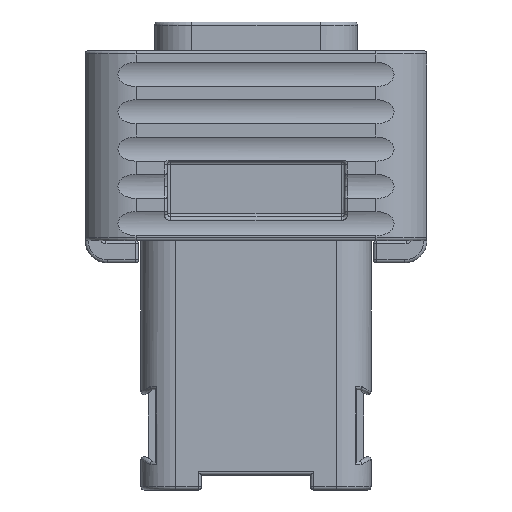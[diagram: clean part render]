
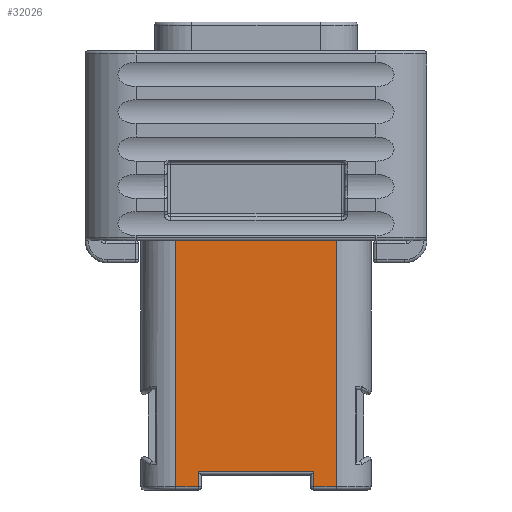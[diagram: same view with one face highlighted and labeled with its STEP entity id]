
A CAD part, front view. The second image highlights one B-rep face of the part: STEP entity #32026.
In plain terms, the highlighted planar face has unit normal (0, -1, 0).
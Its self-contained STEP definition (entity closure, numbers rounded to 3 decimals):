
#100=DIRECTION('',(1.,0.,0.));
#101=VECTOR('',#100,12.9);
#102=CARTESIAN_POINT('',(-6.45,-9.25,0.));
#103=LINE('',#102,#101);
#5933=DIRECTION('',(0.,0.,1.));
#5934=VECTOR('',#5933,1.2);
#5935=CARTESIAN_POINT('',(-4.647,-9.25,-19.81));
#5936=LINE('',#5935,#5934);
#5947=DIRECTION('',(-1.,0.,0.));
#5948=VECTOR('',#5947,9.294);
#5949=CARTESIAN_POINT('',(4.647,-9.25,-18.61));
#5950=LINE('',#5949,#5948);
#5951=DIRECTION('',(-1.,0.,0.));
#5952=VECTOR('',#5951,1.803);
#5953=CARTESIAN_POINT('',(-4.647,-9.25,-19.81));
#5954=LINE('',#5953,#5952);
#5955=DIRECTION('',(0.,0.,-1.));
#5956=VECTOR('',#5955,19.81);
#5957=CARTESIAN_POINT('',(-6.45,-9.25,0.));
#5958=LINE('',#5957,#5956);
#5959=DIRECTION('',(0.,0.,-1.));
#5960=VECTOR('',#5959,19.81);
#5961=CARTESIAN_POINT('',(6.45,-9.25,0.));
#5962=LINE('',#5961,#5960);
#5963=DIRECTION('',(-1.,0.,0.));
#5964=VECTOR('',#5963,1.803);
#5965=CARTESIAN_POINT('',(6.45,-9.25,-19.81));
#5966=LINE('',#5965,#5964);
#6000=DIRECTION('',(0.,0.,-1.));
#6001=VECTOR('',#6000,1.2);
#6002=CARTESIAN_POINT('',(4.647,-9.25,-18.61));
#6003=LINE('',#6002,#6001);
#19681=CARTESIAN_POINT('',(-6.45,-9.25,0.));
#19682=CARTESIAN_POINT('',(6.45,-9.25,0.));
#19683=VERTEX_POINT('',#19681);
#19684=VERTEX_POINT('',#19682);
#21364=CARTESIAN_POINT('',(-4.647,-9.25,-19.81));
#21366=VERTEX_POINT('',#21364);
#21371=CARTESIAN_POINT('',(-6.45,-9.25,-19.81));
#21372=VERTEX_POINT('',#21371);
#21395=CARTESIAN_POINT('',(6.45,-9.25,-19.81));
#21396=VERTEX_POINT('',#21395);
#21399=CARTESIAN_POINT('',(4.647,-9.25,-19.81));
#21400=VERTEX_POINT('',#21399);
#21586=CARTESIAN_POINT('',(4.647,-9.25,-18.61));
#21587=CARTESIAN_POINT('',(-4.647,-9.25,-18.61));
#21588=VERTEX_POINT('',#21586);
#21589=VERTEX_POINT('',#21587);
#32005=CARTESIAN_POINT('',(-9.25,-9.25,-20.06));
#32006=DIRECTION('',(0.,-1.,0.));
#32007=DIRECTION('',(1.,0.,0.));
#32008=AXIS2_PLACEMENT_3D('',#32005,#32006,#32007);
#32009=PLANE('',#32008);
#32011=ORIENTED_EDGE('',*,*,#32010,.T.);
#32012=ORIENTED_EDGE('',*,*,#31994,.F.);
#32014=ORIENTED_EDGE('',*,*,#32013,.T.);
#32016=ORIENTED_EDGE('',*,*,#32015,.F.);
#32017=ORIENTED_EDGE('',*,*,#23727,.T.);
#32019=ORIENTED_EDGE('',*,*,#32018,.T.);
#32021=ORIENTED_EDGE('',*,*,#32020,.T.);
#32023=ORIENTED_EDGE('',*,*,#32022,.F.);
#32024=EDGE_LOOP('',(#32011,#32012,#32014,#32016,#32017,#32019,#32021,#32023));
#32025=FACE_OUTER_BOUND('',#32024,.F.);
#32026=ADVANCED_FACE('',(#32025),#32009,.T.);
#23727=EDGE_CURVE('',#19683,#19684,#103,.T.);
#31994=EDGE_CURVE('',#21366,#21589,#5936,.T.);
#32010=EDGE_CURVE('',#21588,#21589,#5950,.T.);
#32013=EDGE_CURVE('',#21366,#21372,#5954,.T.);
#32015=EDGE_CURVE('',#19683,#21372,#5958,.T.);
#32018=EDGE_CURVE('',#19684,#21396,#5962,.T.);
#32020=EDGE_CURVE('',#21396,#21400,#5966,.T.);
#32022=EDGE_CURVE('',#21588,#21400,#6003,.T.);
